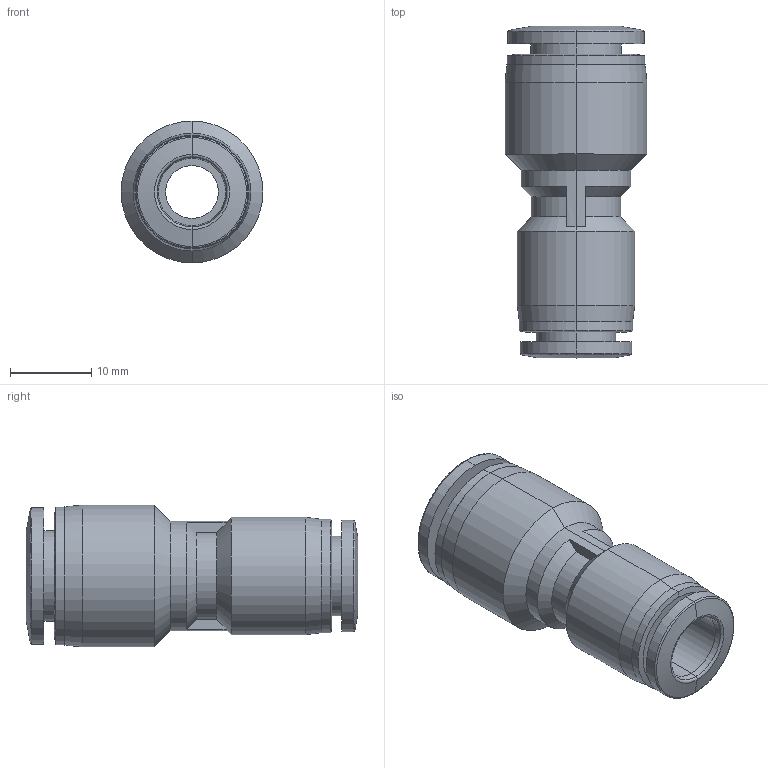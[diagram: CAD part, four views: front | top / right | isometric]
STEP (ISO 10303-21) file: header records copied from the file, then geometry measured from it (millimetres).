
FILE_DESCRIPTION (( 'STEP AP203' ), '1' );
FILE_NAME ('UR38-516.step', '2016-02-15T20:02:20', ( '' ), ( '' ), 'SwSTEP 2.0', 'SolidWorks 2015', '' );
FILE_SCHEMA (( 'CONFIG_CONTROL_DESIGN' ));
Length unit declared in the file: inch
Products named in the file (1): UR38-516
Bounding box: 17.5 x 40.95 x 17.5 mm (x, y, z)
Volume: 4601.7 mm3; surface area: 3798.6 mm2
Topology: 1 solids, 1 shells, 67 faces, 142 edges, 82 vertices
Faces by surface type: cylinder 26, cone 22, plane 11, bspline 8
Entity records: 1973 total; most frequent: CARTESIAN_POINT 436, DIRECTION 336, ORIENTED_EDGE 284, AXIS2_PLACEMENT_3D 142, EDGE_CURVE 142, CIRCLE 82, VERTEX_POINT 82, EDGE_LOOP 74
